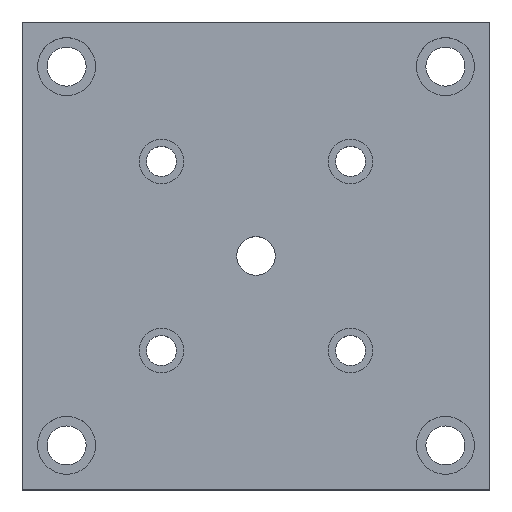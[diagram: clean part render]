
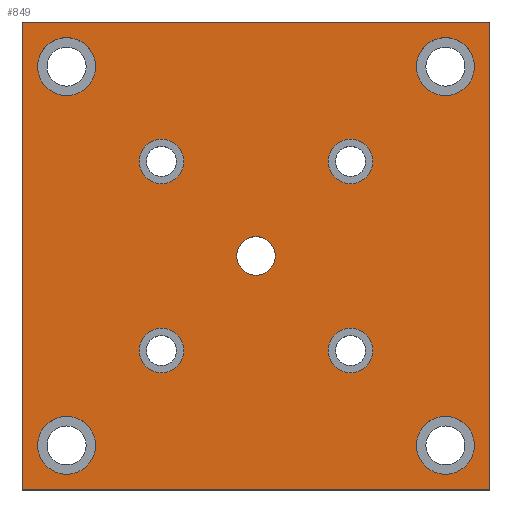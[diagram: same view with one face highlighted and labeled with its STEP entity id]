
A CAD part, top view. The second image highlights one B-rep face of the part: STEP entity #849.
In plain terms, the highlighted planar face has unit normal (0, 0, 1).
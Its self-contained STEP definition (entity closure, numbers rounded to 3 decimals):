
#104=PLANE('',#946);
#150=VECTOR('',#1183,1.);
#151=VECTOR('',#1184,1.);
#152=VECTOR('',#1185,1.);
#153=VECTOR('',#1186,1.);
#194=LINE('',#1422,#150);
#195=LINE('',#1425,#151);
#196=LINE('',#1427,#152);
#197=LINE('',#1429,#153);
#207=VERTEX_POINT('',#1244);
#210=VERTEX_POINT('',#1250);
#211=VERTEX_POINT('',#1252);
#214=VERTEX_POINT('',#1259);
#215=VERTEX_POINT('',#1261);
#218=VERTEX_POINT('',#1268);
#219=VERTEX_POINT('',#1270);
#222=VERTEX_POINT('',#1277);
#223=VERTEX_POINT('',#1279);
#226=VERTEX_POINT('',#1286);
#227=VERTEX_POINT('',#1288);
#230=VERTEX_POINT('',#1295);
#231=VERTEX_POINT('',#1297);
#234=VERTEX_POINT('',#1304);
#235=VERTEX_POINT('',#1306);
#238=VERTEX_POINT('',#1313);
#239=VERTEX_POINT('',#1315);
#272=VERTEX_POINT('',#1423);
#273=VERTEX_POINT('',#1424);
#274=VERTEX_POINT('',#1426);
#275=VERTEX_POINT('',#1428);
#281=CIRCLE('',#873,8.647);
#283=CIRCLE('',#876,10.);
#285=CIRCLE('',#879,10.);
#287=CIRCLE('',#882,10.);
#289=CIRCLE('',#885,10.);
#291=CIRCLE('',#888,13.);
#293=CIRCLE('',#891,13.);
#295=CIRCLE('',#894,13.);
#297=CIRCLE('',#897,13.);
#330=CIRCLE('',#947,10.);
#331=CIRCLE('',#948,10.);
#332=CIRCLE('',#949,10.);
#333=CIRCLE('',#950,10.);
#334=CIRCLE('',#951,13.);
#335=CIRCLE('',#952,13.);
#336=CIRCLE('',#953,13.);
#337=CIRCLE('',#954,13.);
#347=EDGE_CURVE('',#207,#207,#281,.T.);
#350=EDGE_CURVE('',#210,#211,#283,.T.);
#354=EDGE_CURVE('',#214,#215,#285,.T.);
#358=EDGE_CURVE('',#218,#219,#287,.T.);
#362=EDGE_CURVE('',#222,#223,#289,.T.);
#366=EDGE_CURVE('',#226,#227,#291,.T.);
#370=EDGE_CURVE('',#230,#231,#293,.T.);
#374=EDGE_CURVE('',#234,#235,#295,.T.);
#378=EDGE_CURVE('',#238,#239,#297,.T.);
#428=EDGE_CURVE('',#211,#210,#330,.T.);
#429=EDGE_CURVE('',#219,#218,#331,.T.);
#430=EDGE_CURVE('',#215,#214,#332,.T.);
#431=EDGE_CURVE('',#223,#222,#333,.T.);
#432=EDGE_CURVE('',#227,#226,#334,.T.);
#433=EDGE_CURVE('',#235,#234,#335,.T.);
#434=EDGE_CURVE('',#231,#230,#336,.T.);
#435=EDGE_CURVE('',#239,#238,#337,.T.);
#436=EDGE_CURVE('',#272,#273,#194,.T.);
#437=EDGE_CURVE('',#273,#274,#195,.T.);
#438=EDGE_CURVE('',#274,#275,#196,.T.);
#439=EDGE_CURVE('',#275,#272,#197,.T.);
#554=ORIENTED_EDGE('',*,*,#347,.T.);
#555=ORIENTED_EDGE('',*,*,#428,.F.);
#556=ORIENTED_EDGE('',*,*,#350,.F.);
#557=ORIENTED_EDGE('',*,*,#429,.F.);
#558=ORIENTED_EDGE('',*,*,#358,.F.);
#559=ORIENTED_EDGE('',*,*,#430,.F.);
#560=ORIENTED_EDGE('',*,*,#354,.F.);
#561=ORIENTED_EDGE('',*,*,#431,.F.);
#562=ORIENTED_EDGE('',*,*,#362,.F.);
#563=ORIENTED_EDGE('',*,*,#432,.F.);
#564=ORIENTED_EDGE('',*,*,#366,.F.);
#565=ORIENTED_EDGE('',*,*,#433,.F.);
#566=ORIENTED_EDGE('',*,*,#374,.F.);
#567=ORIENTED_EDGE('',*,*,#434,.F.);
#568=ORIENTED_EDGE('',*,*,#370,.F.);
#569=ORIENTED_EDGE('',*,*,#435,.F.);
#570=ORIENTED_EDGE('',*,*,#378,.F.);
#571=ORIENTED_EDGE('',*,*,#436,.T.);
#572=ORIENTED_EDGE('',*,*,#437,.T.);
#573=ORIENTED_EDGE('',*,*,#438,.T.);
#574=ORIENTED_EDGE('',*,*,#439,.T.);
#702=EDGE_LOOP('',(#554));
#703=EDGE_LOOP('',(#555,#556));
#704=EDGE_LOOP('',(#557,#558));
#705=EDGE_LOOP('',(#559,#560));
#706=EDGE_LOOP('',(#561,#562));
#707=EDGE_LOOP('',(#563,#564));
#708=EDGE_LOOP('',(#565,#566));
#709=EDGE_LOOP('',(#567,#568));
#710=EDGE_LOOP('',(#569,#570));
#711=EDGE_LOOP('',(#571,#572,#573,#574));
#776=FACE_BOUND('',#702,.T.);
#777=FACE_BOUND('',#703,.T.);
#778=FACE_BOUND('',#704,.T.);
#779=FACE_BOUND('',#705,.T.);
#780=FACE_BOUND('',#706,.T.);
#781=FACE_BOUND('',#707,.T.);
#782=FACE_BOUND('',#708,.T.);
#783=FACE_BOUND('',#709,.T.);
#784=FACE_BOUND('',#710,.T.);
#785=FACE_BOUND('',#711,.T.);
#849=ADVANCED_FACE('',(#776,#777,#778,#779,#780,#781,#782,#783,#784,#785),
#104,.T.);
#873=AXIS2_PLACEMENT_3D('',#1243,#988,#989);
#876=AXIS2_PLACEMENT_3D('',#1251,#995,#996);
#879=AXIS2_PLACEMENT_3D('',#1260,#1003,#1004);
#882=AXIS2_PLACEMENT_3D('',#1269,#1011,#1012);
#885=AXIS2_PLACEMENT_3D('',#1278,#1019,#1020);
#888=AXIS2_PLACEMENT_3D('',#1287,#1027,#1028);
#891=AXIS2_PLACEMENT_3D('',#1296,#1035,#1036);
#894=AXIS2_PLACEMENT_3D('',#1305,#1043,#1044);
#897=AXIS2_PLACEMENT_3D('',#1314,#1051,#1052);
#946=AXIS2_PLACEMENT_3D('',#1413,#1166,$);
#947=AXIS2_PLACEMENT_3D('',#1414,#1167,#1168);
#948=AXIS2_PLACEMENT_3D('',#1415,#1169,#1170);
#949=AXIS2_PLACEMENT_3D('',#1416,#1171,#1172);
#950=AXIS2_PLACEMENT_3D('',#1417,#1173,#1174);
#951=AXIS2_PLACEMENT_3D('',#1418,#1175,#1176);
#952=AXIS2_PLACEMENT_3D('',#1419,#1177,#1178);
#953=AXIS2_PLACEMENT_3D('',#1420,#1179,#1180);
#954=AXIS2_PLACEMENT_3D('',#1421,#1181,#1182);
#988=DIRECTION('',(0.,0.,-1.));
#989=DIRECTION('',(0.,8.647,0.));
#995=DIRECTION('',(0.,0.,1.));
#996=DIRECTION('',(10.,0.,0.));
#1003=DIRECTION('',(0.,0.,1.));
#1004=DIRECTION('',(10.,0.,0.));
#1011=DIRECTION('',(0.,0.,1.));
#1012=DIRECTION('',(10.,0.,0.));
#1019=DIRECTION('',(0.,0.,1.));
#1020=DIRECTION('',(10.,0.,0.));
#1027=DIRECTION('',(0.,0.,1.));
#1028=DIRECTION('',(13.,0.,0.));
#1035=DIRECTION('',(0.,0.,1.));
#1036=DIRECTION('',(13.,0.,0.));
#1043=DIRECTION('',(0.,0.,1.));
#1044=DIRECTION('',(13.,0.,0.));
#1051=DIRECTION('',(0.,0.,1.));
#1052=DIRECTION('',(13.,0.,0.));
#1166=DIRECTION('',(0.,0.,1.));
#1167=DIRECTION('',(0.,0.,1.));
#1168=DIRECTION('',(10.,0.,0.));
#1169=DIRECTION('',(0.,0.,1.));
#1170=DIRECTION('',(10.,0.,0.));
#1171=DIRECTION('',(0.,0.,1.));
#1172=DIRECTION('',(10.,0.,0.));
#1173=DIRECTION('',(0.,0.,1.));
#1174=DIRECTION('',(10.,0.,0.));
#1175=DIRECTION('',(0.,0.,1.));
#1176=DIRECTION('',(13.,0.,0.));
#1177=DIRECTION('',(0.,0.,1.));
#1178=DIRECTION('',(13.,0.,0.));
#1179=DIRECTION('',(0.,0.,1.));
#1180=DIRECTION('',(13.,0.,0.));
#1181=DIRECTION('',(0.,0.,1.));
#1182=DIRECTION('',(13.,0.,0.));
#1183=DIRECTION('',(0.,-1.,0.));
#1184=DIRECTION('',(1.,0.,0.));
#1185=DIRECTION('',(0.,1.,0.));
#1186=DIRECTION('',(-1.,0.,0.));
#1243=CARTESIAN_POINT('',(0.,0.,25.));
#1244=CARTESIAN_POINT('',(0.,8.647,25.));
#1250=CARTESIAN_POINT('',(32.426,42.426,25.));
#1251=CARTESIAN_POINT('',(42.426,42.426,25.));
#1252=CARTESIAN_POINT('',(52.426,42.426,25.));
#1259=CARTESIAN_POINT('',(32.426,-42.426,25.));
#1260=CARTESIAN_POINT('',(42.426,-42.426,25.));
#1261=CARTESIAN_POINT('',(52.426,-42.426,25.));
#1268=CARTESIAN_POINT('',(-52.426,-42.426,25.));
#1269=CARTESIAN_POINT('',(-42.426,-42.426,25.));
#1270=CARTESIAN_POINT('',(-32.426,-42.426,25.));
#1277=CARTESIAN_POINT('',(-52.426,42.426,25.));
#1278=CARTESIAN_POINT('',(-42.426,42.426,25.));
#1279=CARTESIAN_POINT('',(-32.426,42.426,25.));
#1286=CARTESIAN_POINT('',(72.,85.,25.));
#1287=CARTESIAN_POINT('',(85.,85.,25.));
#1288=CARTESIAN_POINT('',(98.,85.,25.));
#1295=CARTESIAN_POINT('',(-98.,-85.,25.));
#1296=CARTESIAN_POINT('',(-85.,-85.,25.));
#1297=CARTESIAN_POINT('',(-72.,-85.,25.));
#1304=CARTESIAN_POINT('',(72.,-85.,25.));
#1305=CARTESIAN_POINT('',(85.,-85.,25.));
#1306=CARTESIAN_POINT('',(98.,-85.,25.));
#1313=CARTESIAN_POINT('',(-98.,85.,25.));
#1314=CARTESIAN_POINT('',(-85.,85.,25.));
#1315=CARTESIAN_POINT('',(-72.,85.,25.));
#1413=CARTESIAN_POINT('',(0.,0.,25.));
#1414=CARTESIAN_POINT('',(42.426,42.426,25.));
#1415=CARTESIAN_POINT('',(-42.426,-42.426,25.));
#1416=CARTESIAN_POINT('',(42.426,-42.426,25.));
#1417=CARTESIAN_POINT('',(-42.426,42.426,25.));
#1418=CARTESIAN_POINT('',(85.,85.,25.));
#1419=CARTESIAN_POINT('',(85.,-85.,25.));
#1420=CARTESIAN_POINT('',(-85.,-85.,25.));
#1421=CARTESIAN_POINT('',(-85.,85.,25.));
#1422=CARTESIAN_POINT('',(-105.,105.,25.));
#1423=CARTESIAN_POINT('',(-105.,105.,25.));
#1424=CARTESIAN_POINT('',(-105.,-105.,25.));
#1425=CARTESIAN_POINT('',(-105.,-105.,25.));
#1426=CARTESIAN_POINT('',(105.,-105.,25.));
#1427=CARTESIAN_POINT('',(105.,-105.,25.));
#1428=CARTESIAN_POINT('',(105.,105.,25.));
#1429=CARTESIAN_POINT('',(105.,105.,25.));
